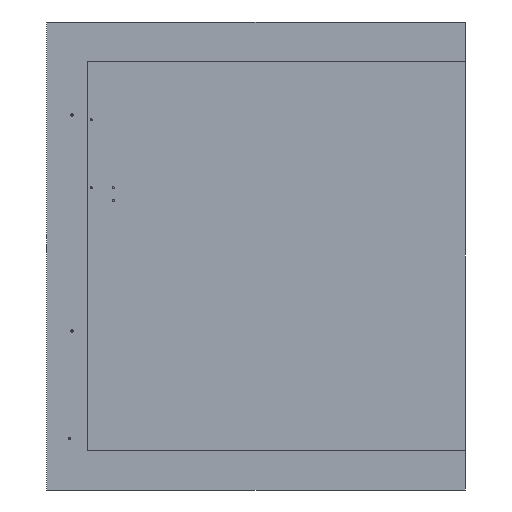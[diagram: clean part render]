
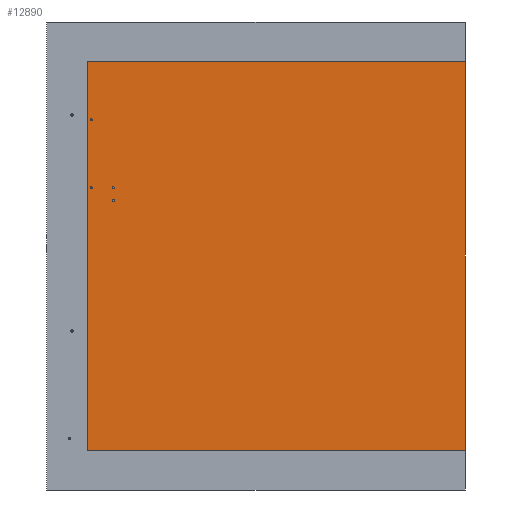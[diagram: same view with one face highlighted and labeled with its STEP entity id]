
A CAD part, left-side view. The second image highlights one B-rep face of the part: STEP entity #12890.
In plain terms, the highlighted planar face has unit normal (-1, 0, 0).
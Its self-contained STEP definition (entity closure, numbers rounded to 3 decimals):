
#11160=CARTESIAN_POINT('',(-42.,-65.15,-1151.6));
#11170=DIRECTION('',(0.,0.,1.));
#11180=VECTOR('',#11170,1.);
#11190=LINE('',#11160,#11180);
#11200=CARTESIAN_POINT('',(-42.,-65.15,-2068.75));
#11210=VERTEX_POINT('',#11200);
#11220=CARTESIAN_POINT('',(-42.,-65.15,-1273.75));
#11230=VERTEX_POINT('',#11220);
#11240=EDGE_CURVE('',#11210,#11230,#11190,.T.);
#11600=CARTESIAN_POINT('',(-42.,-826.65,-2068.75));
#11610=VERTEX_POINT('',#11600);
#11660=CARTESIAN_POINT('',(-42.,-826.65,-1151.6));
#11670=DIRECTION('',(0.,0.,-1.));
#11680=VECTOR('',#11670,1.);
#11690=LINE('',#11660,#11680);
#11700=CARTESIAN_POINT('',(-42.,-826.65,-1273.75));
#11710=VERTEX_POINT('',#11700);
#11720=EDGE_CURVE('',#11710,#11610,#11690,.T.);
#12030=CARTESIAN_POINT('',(-42.,-193.9,-2068.75));
#12040=DIRECTION('',(0.,-1.,0.));
#12050=VECTOR('',#12040,1.);
#12060=LINE('',#12030,#12050);
#12070=EDGE_CURVE('',#11210,#11610,#12060,.T.);
#12130=CARTESIAN_POINT('',(-42.,-126.65,-2623.088));
#12140=DIRECTION('',(-1.,0.,0.));
#12150=DIRECTION('',(0.,0.,1.));
#12160=AXIS2_PLACEMENT_3D('',#12130,#12140,#12150);
#12170=PLANE('',#12160);
#12180=CARTESIAN_POINT('',(-42.,-84.95,-1401.25));
#12190=DIRECTION('',(1.,0.,0.));
#12200=DIRECTION('',(0.,0.,-1.));
#12210=AXIS2_PLACEMENT_3D('',#12180,#12190,#12200);
#12220=CIRCLE('',#12210,2.1);
#12230=CARTESIAN_POINT('',(-42.,-84.95,-1403.35));
#12240=VERTEX_POINT('',#12230);
#12250=CARTESIAN_POINT('',(-42.,-84.95,-1399.15));
#12260=VERTEX_POINT('',#12250);
#12270=EDGE_CURVE('',#12240,#12260,#12220,.T.);
#12280=ORIENTED_EDGE('',*,*,#12270,.T.);
#12290=EDGE_CURVE('',#12260,#12240,#12220,.T.);
#12300=ORIENTED_EDGE('',*,*,#12290,.T.);
#12310=EDGE_LOOP('',(#12300,#12280));
#12320=FACE_BOUND('',#12310,.T.);
#12330=CARTESIAN_POINT('',(-42.,-128.95,-1561.25));
#12340=DIRECTION('',(1.,0.,0.));
#12350=DIRECTION('',(0.,0.,-1.));
#12360=AXIS2_PLACEMENT_3D('',#12330,#12340,#12350);
#12370=CIRCLE('',#12360,2.1);
#12380=CARTESIAN_POINT('',(-42.,-128.95,-1563.35));
#12390=VERTEX_POINT('',#12380);
#12400=CARTESIAN_POINT('',(-42.,-128.95,-1559.15));
#12410=VERTEX_POINT('',#12400);
#12420=EDGE_CURVE('',#12390,#12410,#12370,.T.);
#12430=ORIENTED_EDGE('',*,*,#12420,.T.);
#12440=EDGE_CURVE('',#12410,#12390,#12370,.T.);
#12450=ORIENTED_EDGE('',*,*,#12440,.T.);
#12460=EDGE_LOOP('',(#12450,#12430));
#12470=FACE_BOUND('',#12460,.T.);
#12480=CARTESIAN_POINT('',(-42.,-128.95,-1536.25));
#12490=DIRECTION('',(1.,0.,0.));
#12500=DIRECTION('',(0.,0.,-1.));
#12510=AXIS2_PLACEMENT_3D('',#12480,#12490,#12500);
#12520=CIRCLE('',#12510,2.1);
#12530=CARTESIAN_POINT('',(-42.,-128.95,-1538.35));
#12540=VERTEX_POINT('',#12530);
#12550=CARTESIAN_POINT('',(-42.,-128.95,-1534.15));
#12560=VERTEX_POINT('',#12550);
#12570=EDGE_CURVE('',#12540,#12560,#12520,.T.);
#12580=ORIENTED_EDGE('',*,*,#12570,.T.);
#12590=EDGE_CURVE('',#12560,#12540,#12520,.T.);
#12600=ORIENTED_EDGE('',*,*,#12590,.T.);
#12610=EDGE_LOOP('',(#12600,#12580));
#12620=FACE_BOUND('',#12610,.T.);
#12630=CARTESIAN_POINT('',(-42.,-84.95,-1536.25));
#12640=DIRECTION('',(1.,0.,0.));
#12650=DIRECTION('',(0.,0.,-1.));
#12660=AXIS2_PLACEMENT_3D('',#12630,#12640,#12650);
#12670=CIRCLE('',#12660,2.1);
#12680=CARTESIAN_POINT('',(-42.,-84.95,-1538.35));
#12690=VERTEX_POINT('',#12680);
#12700=CARTESIAN_POINT('',(-42.,-84.95,-1534.15));
#12710=VERTEX_POINT('',#12700);
#12720=EDGE_CURVE('',#12690,#12710,#12670,.T.);
#12730=ORIENTED_EDGE('',*,*,#12720,.T.);
#12740=EDGE_CURVE('',#12710,#12690,#12670,.T.);
#12750=ORIENTED_EDGE('',*,*,#12740,.T.);
#12760=EDGE_LOOP('',(#12750,#12730));
#12770=FACE_BOUND('',#12760,.T.);
#12780=CARTESIAN_POINT('',(-42.,-193.9,-1273.75));
#12790=DIRECTION('',(0.,1.,0.));
#12800=VECTOR('',#12790,1.);
#12810=LINE('',#12780,#12800);
#12820=EDGE_CURVE('',#11710,#11230,#12810,.T.);
#12830=ORIENTED_EDGE('',*,*,#12820,.T.);
#12840=ORIENTED_EDGE('',*,*,#11720,.F.);
#12850=ORIENTED_EDGE('',*,*,#12070,.T.);
#12860=ORIENTED_EDGE('',*,*,#11240,.F.);
#12870=EDGE_LOOP('',(#12860,#12850,#12840,#12830));
#12880=FACE_OUTER_BOUND('',#12870,.T.);
#12890=ADVANCED_FACE('',(#12320,#12470,#12620,#12770,#12880),#12170,.T.)
;
